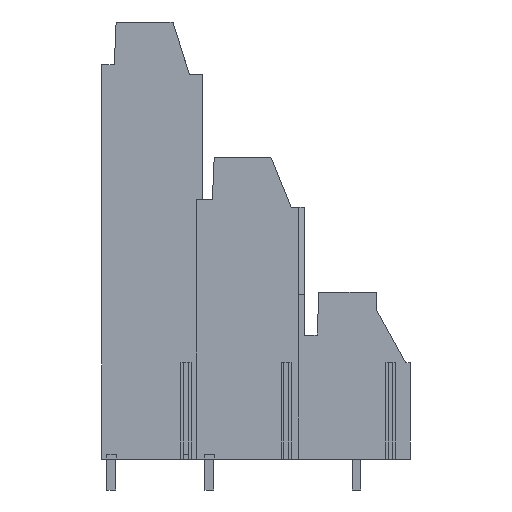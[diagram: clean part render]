
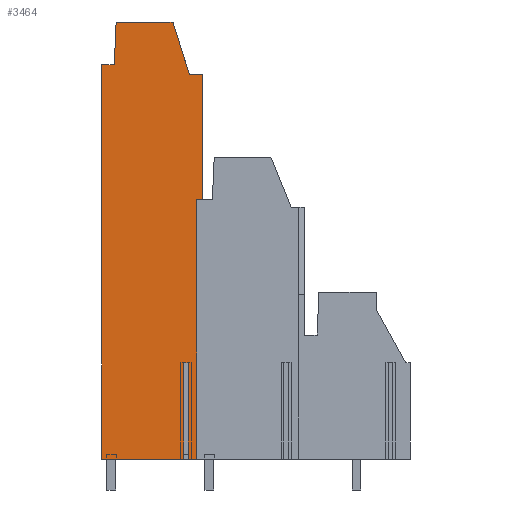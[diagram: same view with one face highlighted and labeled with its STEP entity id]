
A CAD part, left-side view. The second image highlights one B-rep face of the part: STEP entity #3464.
In plain terms, the highlighted planar face has unit normal (-1, 0, 0).
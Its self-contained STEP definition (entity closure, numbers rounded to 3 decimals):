
#3380=AXIS2_PLACEMENT_3D('Plane Axis2P3D',#3377,#3378,#3379) ;
#2472=CARTESIAN_POINT('Vertex',(2.54,22.131,3.2)) ;
#2475=CARTESIAN_POINT('Line Origine',(2.54,22.578,3.2)) ;
#2479=CARTESIAN_POINT('Vertex',(2.54,23.025,3.2)) ;
#2528=CARTESIAN_POINT('Vertex',(2.54,23.475,3.2)) ;
#2531=CARTESIAN_POINT('Line Origine',(2.54,27.738,3.2)) ;
#2535=CARTESIAN_POINT('Vertex',(2.54,32.,3.2)) ;
#3334=CARTESIAN_POINT('Vertex',(2.54,23.025,13.2)) ;
#3337=CARTESIAN_POINT('Line Origine',(2.54,23.25,13.2)) ;
#3341=CARTESIAN_POINT('Vertex',(2.54,23.475,13.2)) ;
#3365=CARTESIAN_POINT('Line Origine',(2.54,23.025,8.2)) ;
#3377=CARTESIAN_POINT('Axis2P3D Location',(2.54,21.84,31.2)) ;
#3382=CARTESIAN_POINT('Line Origine',(2.54,22.131,16.625)) ;
#3386=CARTESIAN_POINT('Vertex',(2.54,22.131,30.05)) ;
#3389=CARTESIAN_POINT('Line Origine',(2.54,21.811,30.05)) ;
#3393=CARTESIAN_POINT('Vertex',(2.54,21.49,30.05)) ;
#3396=CARTESIAN_POINT('Line Origine',(2.54,21.49,36.525)) ;
#3400=CARTESIAN_POINT('Vertex',(2.54,21.49,43.)) ;
#3403=CARTESIAN_POINT('Line Origine',(2.54,22.194,43.)) ;
#3407=CARTESIAN_POINT('Vertex',(2.54,22.898,43.)) ;
#3410=CARTESIAN_POINT('Line Origine',(2.54,23.745,45.735)) ;
#3414=CARTESIAN_POINT('Vertex',(2.54,24.592,48.47)) ;
#3417=CARTESIAN_POINT('Line Origine',(2.54,27.54,48.47)) ;
#3421=CARTESIAN_POINT('Vertex',(2.54,30.488,48.47)) ;
#3424=CARTESIAN_POINT('Line Origine',(2.54,30.584,46.26)) ;
#3428=CARTESIAN_POINT('Vertex',(2.54,30.681,44.05)) ;
#3431=CARTESIAN_POINT('Line Origine',(2.54,31.34,44.05)) ;
#3435=CARTESIAN_POINT('Vertex',(2.54,32.,44.05)) ;
#3438=CARTESIAN_POINT('Line Origine',(2.54,32.,23.625)) ;
#3443=CARTESIAN_POINT('Line Origine',(2.54,23.475,8.2)) ;
#2476=DIRECTION('Vector Direction',(0.,1.,0.)) ;
#2532=DIRECTION('Vector Direction',(0.,1.,0.)) ;
#3338=DIRECTION('Vector Direction',(0.,-1.,0.)) ;
#3366=DIRECTION('Vector Direction',(0.,0.,1.)) ;
#3378=DIRECTION('Axis2P3D Direction',(1.,0.,0.)) ;
#3379=DIRECTION('Axis2P3D XDirection',(0.,1.,0.)) ;
#3383=DIRECTION('Vector Direction',(0.,0.,-1.)) ;
#3390=DIRECTION('Vector Direction',(0.,1.,0.)) ;
#3397=DIRECTION('Vector Direction',(0.,0.,1.)) ;
#3404=DIRECTION('Vector Direction',(0.,-1.,0.)) ;
#3411=DIRECTION('Vector Direction',(0.,-0.296,-0.955)) ;
#3418=DIRECTION('Vector Direction',(0.,1.,0.)) ;
#3425=DIRECTION('Vector Direction',(0.,-0.044,0.999)) ;
#3432=DIRECTION('Vector Direction',(0.,-1.,0.)) ;
#3439=DIRECTION('Vector Direction',(0.,0.,1.)) ;
#3444=DIRECTION('Vector Direction',(0.,0.,1.)) ;
#2477=VECTOR('Line Direction',#2476,1.) ;
#2533=VECTOR('Line Direction',#2532,1.) ;
#3339=VECTOR('Line Direction',#3338,1.) ;
#3367=VECTOR('Line Direction',#3366,1.) ;
#3384=VECTOR('Line Direction',#3383,1.) ;
#3391=VECTOR('Line Direction',#3390,1.) ;
#3398=VECTOR('Line Direction',#3397,1.) ;
#3405=VECTOR('Line Direction',#3404,1.) ;
#3412=VECTOR('Line Direction',#3411,1.) ;
#3419=VECTOR('Line Direction',#3418,1.) ;
#3426=VECTOR('Line Direction',#3425,1.) ;
#3433=VECTOR('Line Direction',#3432,1.) ;
#3440=VECTOR('Line Direction',#3439,1.) ;
#3445=VECTOR('Line Direction',#3444,1.) ;
#3449=ORIENTED_EDGE('',*,*,#3388,.F.) ;
#3450=ORIENTED_EDGE('',*,*,#3395,.F.) ;
#3451=ORIENTED_EDGE('',*,*,#3402,.T.) ;
#3452=ORIENTED_EDGE('',*,*,#3409,.F.) ;
#3453=ORIENTED_EDGE('',*,*,#3416,.F.) ;
#3454=ORIENTED_EDGE('',*,*,#3423,.T.) ;
#3455=ORIENTED_EDGE('',*,*,#3430,.F.) ;
#3456=ORIENTED_EDGE('',*,*,#3437,.F.) ;
#3457=ORIENTED_EDGE('',*,*,#3442,.F.) ;
#3458=ORIENTED_EDGE('',*,*,#2537,.F.) ;
#3459=ORIENTED_EDGE('',*,*,#3447,.T.) ;
#3460=ORIENTED_EDGE('',*,*,#3343,.T.) ;
#3461=ORIENTED_EDGE('',*,*,#3369,.F.) ;
#3462=ORIENTED_EDGE('',*,*,#2481,.F.) ;
#3464=ADVANCED_FACE('housing',(#3463),#3381,.F.) ;
#2481=EDGE_CURVE('',#2473,#2480,#2478,.T.) ;
#2537=EDGE_CURVE('',#2529,#2536,#2534,.T.) ;
#3343=EDGE_CURVE('',#3342,#3335,#3340,.T.) ;
#3369=EDGE_CURVE('',#2480,#3335,#3368,.T.) ;
#3388=EDGE_CURVE('',#3387,#2473,#3385,.T.) ;
#3395=EDGE_CURVE('',#3394,#3387,#3392,.T.) ;
#3402=EDGE_CURVE('',#3394,#3401,#3399,.T.) ;
#3409=EDGE_CURVE('',#3408,#3401,#3406,.T.) ;
#3416=EDGE_CURVE('',#3415,#3408,#3413,.T.) ;
#3423=EDGE_CURVE('',#3415,#3422,#3420,.T.) ;
#3430=EDGE_CURVE('',#3429,#3422,#3427,.T.) ;
#3437=EDGE_CURVE('',#3436,#3429,#3434,.T.) ;
#3442=EDGE_CURVE('',#2536,#3436,#3441,.T.) ;
#3447=EDGE_CURVE('',#2529,#3342,#3446,.T.) ;
#3448=EDGE_LOOP('',(#3449,#3450,#3451,#3452,#3453,#3454,#3455,#3456,#3457,#3458,#3459,#3460,#3461,#3462)) ;
#3463=FACE_OUTER_BOUND('',#3448,.T.) ;
#2478=LINE('Line',#2475,#2477) ;
#2534=LINE('Line',#2531,#2533) ;
#3340=LINE('Line',#3337,#3339) ;
#3368=LINE('Line',#3365,#3367) ;
#3385=LINE('Line',#3382,#3384) ;
#3392=LINE('Line',#3389,#3391) ;
#3399=LINE('Line',#3396,#3398) ;
#3406=LINE('Line',#3403,#3405) ;
#3413=LINE('Line',#3410,#3412) ;
#3420=LINE('Line',#3417,#3419) ;
#3427=LINE('Line',#3424,#3426) ;
#3434=LINE('Line',#3431,#3433) ;
#3441=LINE('Line',#3438,#3440) ;
#3446=LINE('Line',#3443,#3445) ;
#3381=PLANE('',#3380) ;
#2473=VERTEX_POINT('',#2472) ;
#2480=VERTEX_POINT('',#2479) ;
#2529=VERTEX_POINT('',#2528) ;
#2536=VERTEX_POINT('',#2535) ;
#3335=VERTEX_POINT('',#3334) ;
#3342=VERTEX_POINT('',#3341) ;
#3387=VERTEX_POINT('',#3386) ;
#3394=VERTEX_POINT('',#3393) ;
#3401=VERTEX_POINT('',#3400) ;
#3408=VERTEX_POINT('',#3407) ;
#3415=VERTEX_POINT('',#3414) ;
#3422=VERTEX_POINT('',#3421) ;
#3429=VERTEX_POINT('',#3428) ;
#3436=VERTEX_POINT('',#3435) ;
